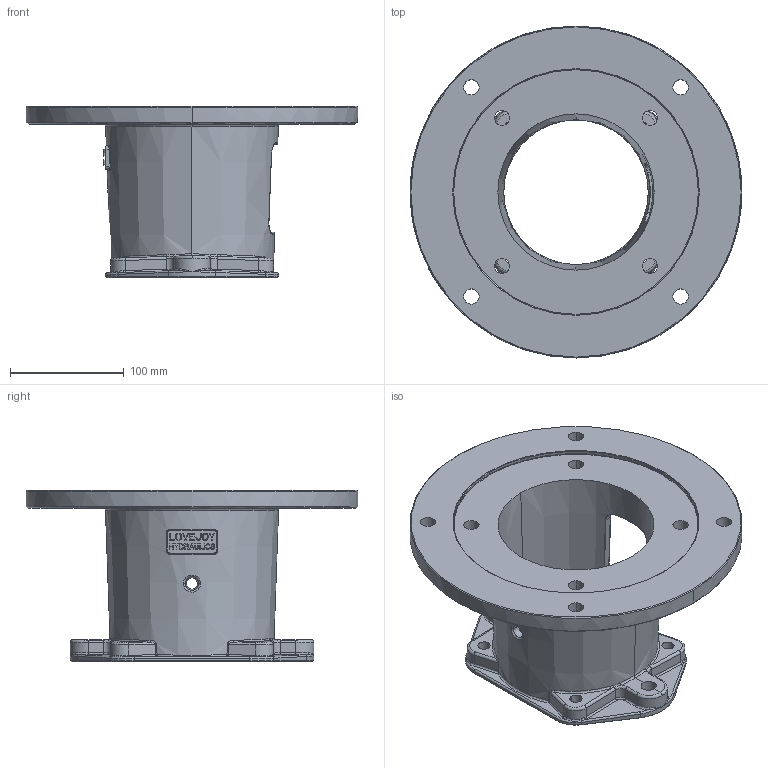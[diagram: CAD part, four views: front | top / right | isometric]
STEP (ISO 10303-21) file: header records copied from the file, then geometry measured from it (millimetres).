
FILE_DESCRIPTION((''),'2;1');
FILE_NAME('84527105220_ASM','2013-04-26T',('ppetruska'),(''),'PRO/ENGINEER BY PARAMETRIC TECHNOLOGY CORPORATION, 2012480','PRO/ENGINEER BY PARAMETRIC TECHNOLOGY CORPORATION, 2012480','');
FILE_SCHEMA(('CONFIG_CONTROL_DESIGN'));
Length unit declared in the file: inch
Products named in the file (3): 84527106041_AF2; 84527106049_AF1_ASM; 84527105220_ASM
Assembly tree (2 placements, depth 3):
  84527105220_ASM
    84527106049_AF1_ASM
      84527106041_AF2
Bounding box: 292.1 x 292.1 x 150.81 mm (x, y, z)
Volume: 1303199.3 mm3; surface area: 266287.7 mm2
Topology: 1 solids, 1 shells, 704 faces, 1837 edges, 1158 vertices
Faces by surface type: plane 432, bspline 125, cylinder 89, cone 34, torus 12, sphere 8, extrusion 4
Entity records: 27671 total; most frequent: CARTESIAN_POINT 11098, ORIENTED_EDGE 3674, DIRECTION 3012, EDGE_CURVE 1837, VECTOR 1296, LINE 1292, VERTEX_POINT 1158, AXIS2_PLACEMENT_3D 858
